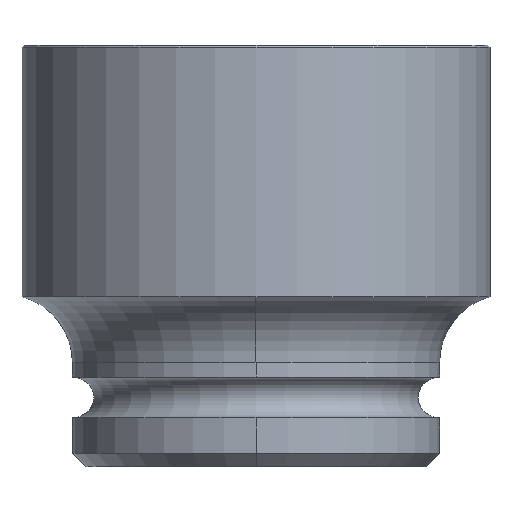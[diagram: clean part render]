
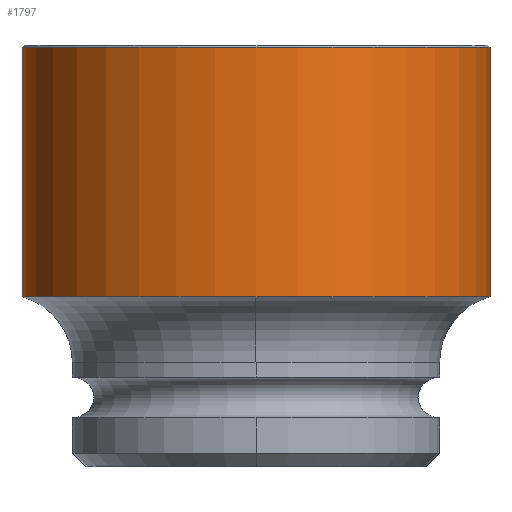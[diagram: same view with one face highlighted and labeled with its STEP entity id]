
A CAD part, left-side view. The second image highlights one B-rep face of the part: STEP entity #1797.
In plain terms, the highlighted cylindrical face has radius 34.4 mm (diameter 68.8 mm), a partial arc.
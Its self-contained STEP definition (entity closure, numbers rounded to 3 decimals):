
#343=DIRECTION('',(0.,0.,1.));
#344=VECTOR('',#343,36.7);
#345=CARTESIAN_POINT('',(0.,34.4,25.));
#346=LINE('',#345,#344);
#347=DIRECTION('',(0.,0.,1.));
#348=VECTOR('',#347,36.7);
#349=CARTESIAN_POINT('',(0.,-34.4,
25.));
#350=LINE('',#349,#348);
#787=CARTESIAN_POINT('',(0.,0.,61.7));
#788=DIRECTION('',(0.,0.,1.));
#789=DIRECTION('',(0.,1.,0.));
#790=AXIS2_PLACEMENT_3D('',#787,#788,#789);
#792=CARTESIAN_POINT('',(0.,0.,25.));
#793=DIRECTION('',(0.,0.,1.));
#794=DIRECTION('',(-1.,0.,0.));
#795=AXIS2_PLACEMENT_3D('',#792,#793,#794);
#797=CARTESIAN_POINT('',(0.,0.,25.));
#798=DIRECTION('',(0.,0.,1.));
#799=DIRECTION('',(0.,1.,0.));
#800=AXIS2_PLACEMENT_3D('',#797,#798,#799);
#899=CARTESIAN_POINT('',(0.,34.4,25.));
#900=CARTESIAN_POINT('',(-34.4,0.,25.));
#901=VERTEX_POINT('',#899);
#902=VERTEX_POINT('',#900);
#907=CARTESIAN_POINT('',(0.,-34.4,25.));
#908=VERTEX_POINT('',#907);
#940=CARTESIAN_POINT('',(0.,-34.4,61.7));
#941=CARTESIAN_POINT('',(0.,34.4,61.7));
#942=VERTEX_POINT('',#940);
#943=VERTEX_POINT('',#941);
#1784=CARTESIAN_POINT('',(0.,0.,23.15));
#1785=DIRECTION('',(0.,0.,1.));
#1786=DIRECTION('',(0.,1.,0.));
#1787=AXIS2_PLACEMENT_3D('',#1784,#1785,#1786);
#1788=CYLINDRICAL_SURFACE('',#1787,34.4);
#1789=ORIENTED_EDGE('',*,*,#1778,.T.);
#1790=ORIENTED_EDGE('',*,*,#1242,.F.);
#1792=ORIENTED_EDGE('',*,*,#1791,.F.);
#1793=ORIENTED_EDGE('',*,*,#1221,.F.);
#1794=ORIENTED_EDGE('',*,*,#1239,.T.);
#1795=EDGE_LOOP('',(#1789,#1790,#1792,#1793,#1794));
#1796=FACE_OUTER_BOUND('',#1795,.F.);
#1797=ADVANCED_FACE('',(#1796),#1788,.T.);
#791=CIRCLE('',#790,34.4);
#796=CIRCLE('',#795,34.4);
#801=CIRCLE('',#800,34.4);
#1221=EDGE_CURVE('',#901,#902,#801,.T.);
#1239=EDGE_CURVE('',#901,#943,#346,.T.);
#1242=EDGE_CURVE('',#908,#942,#350,.T.);
#1778=EDGE_CURVE('',#943,#942,#791,.T.);
#1791=EDGE_CURVE('',#902,#908,#796,.T.);
